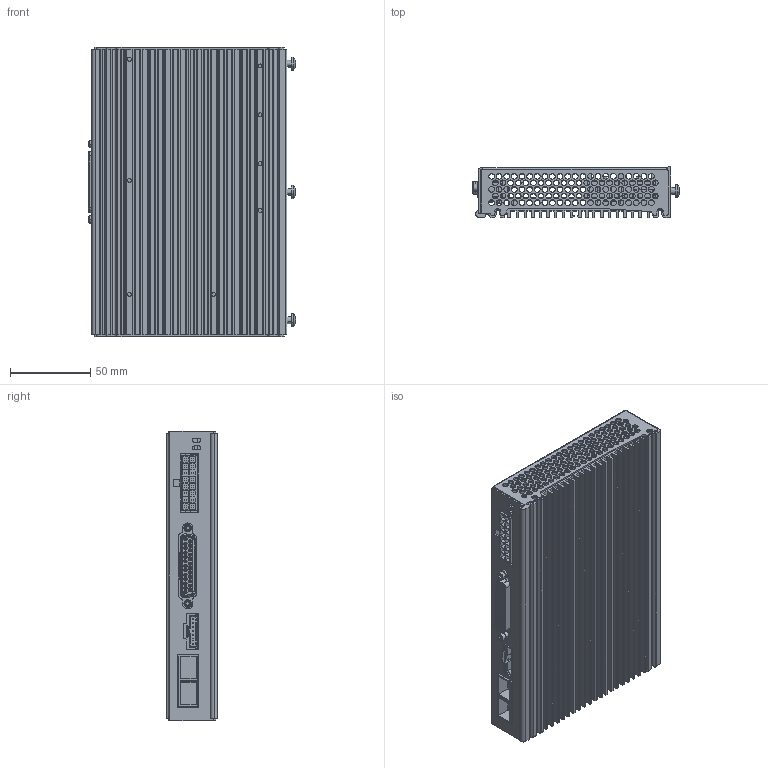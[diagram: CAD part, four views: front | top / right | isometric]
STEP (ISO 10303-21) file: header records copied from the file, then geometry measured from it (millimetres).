
FILE_DESCRIPTION (( 'STEP AP203' ), '1' );
FILE_NAME ('M5XX.STEP', '2016-03-16T17:03:54', ( '' ), ( '' ), 'SwSTEP 2.0', 'SolidWorks 2013', '' );
FILE_SCHEMA (( 'CONFIG_CONTROL_DESIGN' ));
Length unit declared in the file: inch
Products named in the file (12): 1106306 case top_all top vent; e500 pwb; Pan Cross Head_AI_CR-PHMS 0.164-32x0.5x0.5-N; D25S33E4GV00LFC; M5XX; molex_70555-0006; molex_39-30-0160; molex_43160_1102; Rj45; E500 pwb_M5XX; 1101136 clamp; X1104078_1101936
Assembly tree (15 placements, depth 3):
  M5XX
    X1104078_1101936
    E500 pwb_M5XX
      e500 pwb
      D25S33E4GV00LFC
      molex_70555-0006
      molex_39-30-0160
      molex_43160_1102  x2
      Rj45  x2
    1101136 clamp
    1106306 case top_all top vent
    Pan Cross Head_AI_CR-PHMS 0.164-32x0.5x0.5-N  x3
Bounding box: 129.35 x 31.81 x 180.34 mm (x, y, z)
Volume: 217274.5 mm3; surface area: 217379.1 mm2
Topology: 14 solids, 16 shells, 4384 faces, 12537 edges, 8219 vertices
Faces by surface type: plane 2624, cylinder 1297, bspline 368, cone 81, torus 8, sphere 6
Entity records: 156763 total; most frequent: CARTESIAN_POINT 49960, ORIENTED_EDGE 23832, DIRECTION 19041, EDGE_CURVE 11916, VERTEX_POINT 7825, LINE 7633, VECTOR 7633, AXIS2_PLACEMENT_3D 5704
